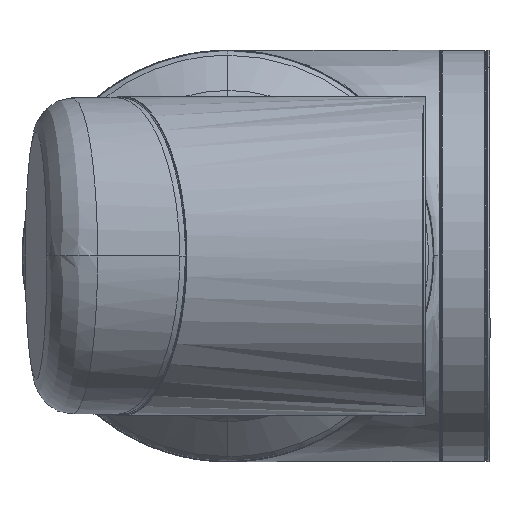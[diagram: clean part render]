
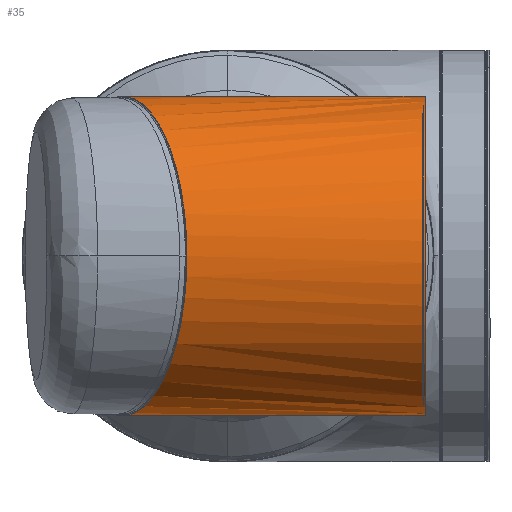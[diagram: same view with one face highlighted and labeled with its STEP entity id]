
A CAD part, left-side view. The second image highlights one B-rep face of the part: STEP entity #35.
In plain terms, the highlighted free-form (B-spline) face has degree [2, 1] with [5, 2] control points.
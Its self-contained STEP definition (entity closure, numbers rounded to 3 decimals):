
#35=ADVANCED_FACE('',(#154),#1571,.T.);
#154=FACE_OUTER_BOUND('',#273,.T.);
#273=EDGE_LOOP('',(#412,#413,#414,#415,#416,#417));
#412=ORIENTED_EDGE('',*,*,#904,.T.);
#413=ORIENTED_EDGE('',*,*,#905,.F.);
#414=ORIENTED_EDGE('',*,*,#906,.T.);
#415=ORIENTED_EDGE('',*,*,#1072,.T.);
#416=ORIENTED_EDGE('',*,*,#1073,.F.);
#417=ORIENTED_EDGE('',*,*,#907,.T.);
#904=EDGE_CURVE('',#1411,#1409,#1150,.T.);
#905=EDGE_CURVE('',#1408,#1409,#1151,.T.);
#906=EDGE_CURVE('',#1408,#1412,#1334,.T.);
#907=EDGE_CURVE('',#1413,#1411,#1335,.T.);
#1072=EDGE_CURVE('',#1412,#1497,#1278,.T.);
#1073=EDGE_CURVE('',#1413,#1497,#1279,.T.);
#1150=(
BOUNDED_CURVE()
B_SPLINE_CURVE(3,(#6017,#6018,#6019,#6020),.UNSPECIFIED.,.F.,.F.)
B_SPLINE_CURVE_WITH_KNOTS((4,4),(0.,82.179),.UNSPECIFIED.)
CURVE()
GEOMETRIC_REPRESENTATION_ITEM()
RATIONAL_B_SPLINE_CURVE((1.,0.805,0.805,1.))
REPRESENTATION_ITEM('')
);
#1151=(
BOUNDED_CURVE()
B_SPLINE_CURVE(3,(#6021,#6022,#6023,#6024),.UNSPECIFIED.,.F.,.F.)
B_SPLINE_CURVE_WITH_KNOTS((4,4),(-82.179,0.),.UNSPECIFIED.)
CURVE()
GEOMETRIC_REPRESENTATION_ITEM()
RATIONAL_B_SPLINE_CURVE((1.,0.805,0.805,1.))
REPRESENTATION_ITEM('')
);
#1278=(
BOUNDED_CURVE()
B_SPLINE_CURVE(2,(#7485,#7486,#7487),.UNSPECIFIED.,.F.,.F.)
B_SPLINE_CURVE_WITH_KNOTS((3,3),(96.298,140.743),
 .UNSPECIFIED.)
CURVE()
GEOMETRIC_REPRESENTATION_ITEM()
RATIONAL_B_SPLINE_CURVE((1.,0.879,1.))
REPRESENTATION_ITEM('')
);
#1279=(
BOUNDED_CURVE()
B_SPLINE_CURVE(2,(#7488,#7489,#7490,#7491,#7492),.UNSPECIFIED.,.F.,.F.)
B_SPLINE_CURVE_WITH_KNOTS((3,2,3),(44.644,93.008,141.372),
 .UNSPECIFIED.)
CURVE()
GEOMETRIC_REPRESENTATION_ITEM()
RATIONAL_B_SPLINE_CURVE((1.,0.859,1.,0.859,1.))
REPRESENTATION_ITEM('')
);
#1334=B_SPLINE_CURVE_WITH_KNOTS('',1,(#6025,#6026),.UNSPECIFIED.,.F.,.F.,
(2,2),(0.,86.335),.UNSPECIFIED.);
#1335=B_SPLINE_CURVE_WITH_KNOTS('',1,(#6027,#6028),.UNSPECIFIED.,.F.,.F.,
(2,2),(0.,86.335),.UNSPECIFIED.);
#1408=VERTEX_POINT('',#5806);
#1409=VERTEX_POINT('',#5807);
#1411=VERTEX_POINT('',#5809);
#1412=VERTEX_POINT('',#5810);
#1413=VERTEX_POINT('',#5811);
#1497=VERTEX_POINT('',#5895);
#1571=(
BOUNDED_SURFACE()
B_SPLINE_SURFACE(2,1,((#2158,#2159),(#2160,#2161),(#2162,#2163),(#2164,
#2165),(#2166,#2167)),.UNSPECIFIED.,.F.,.F.,.F.)
B_SPLINE_SURFACE_WITH_KNOTS((3,2,3),(2,2),(70.686,141.372,
212.058),(8.634,94.969),.UNSPECIFIED.)
GEOMETRIC_REPRESENTATION_ITEM()
RATIONAL_B_SPLINE_SURFACE(((1.,1.),(0.707,0.707),
(1.,1.),(0.707,0.707),(1.,1.)))
REPRESENTATION_ITEM('')
SURFACE()
);
#2158=CARTESIAN_POINT('',(45.,-9.165,1364.635));
#2159=CARTESIAN_POINT('',(45.,-94.3,1364.635));
#2160=CARTESIAN_POINT('',(45.,-9.438,1409.635));
#2161=CARTESIAN_POINT('',(45.,-94.298,1409.635));
#2162=CARTESIAN_POINT('',(0.,-9.489,1409.635));
#2163=CARTESIAN_POINT('',(0.,-94.301,1409.635));
#2164=CARTESIAN_POINT('',(-45.,-9.437,1409.635));
#2165=CARTESIAN_POINT('',(-45.,-94.299,1409.635));
#2166=CARTESIAN_POINT('',(-45.,-9.165,1364.635));
#2167=CARTESIAN_POINT('',(-45.,-94.3,1364.635));
#5806=CARTESIAN_POINT('',(-45.,-9.165,1364.635));
#5807=CARTESIAN_POINT('',(0.,-27.265,1409.635));
#5809=CARTESIAN_POINT('',(45.,-9.165,1364.635));
#5810=CARTESIAN_POINT('',(-45.,-94.3,1364.635));
#5811=CARTESIAN_POINT('',(45.,-94.3,1364.635));
#5895=CARTESIAN_POINT('',(-24.612,-94.3,1402.307));
#6017=CARTESIAN_POINT('',(45.,-9.165,1364.635));
#6018=CARTESIAN_POINT('',(45.,-19.768,1390.995));
#6019=CARTESIAN_POINT('',(26.36,-27.265,1409.635));
#6020=CARTESIAN_POINT('',(0.,-27.265,1409.635));
#6021=CARTESIAN_POINT('',(-45.,-9.165,1364.635));
#6022=CARTESIAN_POINT('',(-45.,-19.768,1390.995));
#6023=CARTESIAN_POINT('',(-26.36,-27.265,1409.635));
#6024=CARTESIAN_POINT('',(0.,-27.265,1409.635));
#6025=CARTESIAN_POINT('',(-45.,-9.165,1364.635));
#6026=CARTESIAN_POINT('',(-45.,-94.3,1364.635));
#6027=CARTESIAN_POINT('',(45.,-94.3,1364.635));
#6028=CARTESIAN_POINT('',(45.,-9.165,1364.635));
#7485=CARTESIAN_POINT('',(-45.,-94.3,1364.635));
#7486=CARTESIAN_POINT('',(-45.,-94.3,1388.987));
#7487=CARTESIAN_POINT('',(-24.612,-94.3,1402.307));
#7488=CARTESIAN_POINT('',(45.,-94.3,1364.635));
#7489=CARTESIAN_POINT('',(45.,-94.3,1391.449));
#7490=CARTESIAN_POINT('',(21.418,-94.3,1404.211));
#7491=CARTESIAN_POINT('',(-2.165,-94.3,1416.973));
#7492=CARTESIAN_POINT('',(-24.612,-94.3,1402.307));
